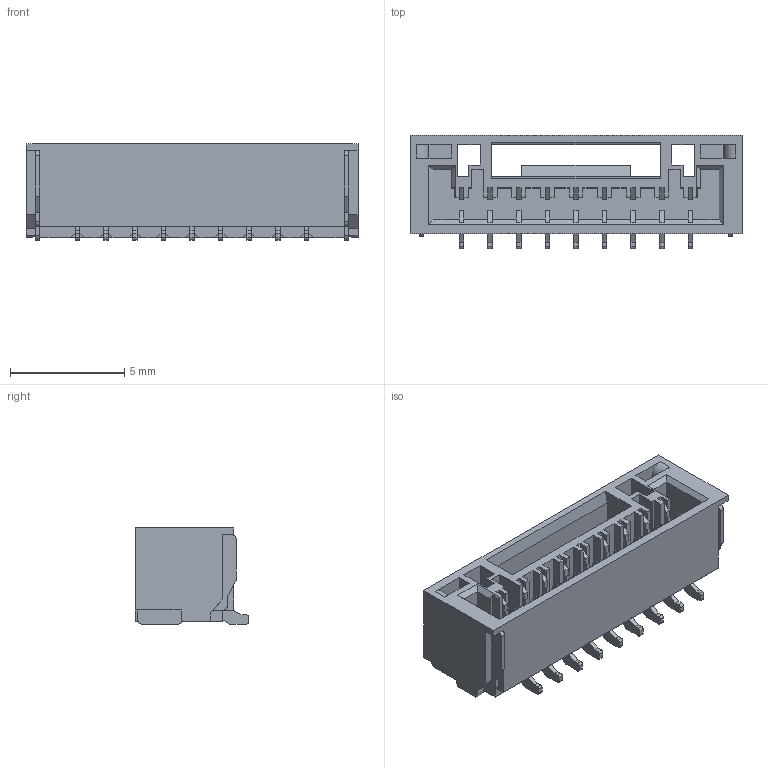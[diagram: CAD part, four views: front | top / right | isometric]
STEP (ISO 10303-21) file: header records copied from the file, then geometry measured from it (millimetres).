
FILE_DESCRIPTION (( 'STEP AP214' ), '1' );
FILE_NAME ('FWF12513-S09S24W5M-REF.STEP', '2025-03-27T09:53:42', ( '' ), ( '' ), 'SwSTEP 2.0', 'SolidWorks 2021', '' );
FILE_SCHEMA (( 'AUTOMOTIVE_DESIGN' ));
Length unit declared in the file: millimetre
Products named in the file (1): FWF12513-S09S24W5M-REF
Bounding box: 14.5 x 4.95 x 4.2 mm (x, y, z)
Volume: 133.2 mm3; surface area: 572.7 mm2
Topology: 1 solids, 1 shells, 456 faces, 1284 edges, 834 vertices
Faces by surface type: plane 428, cylinder 28
Entity records: 14428 total; most frequent: CARTESIAN_POINT 2575, ORIENTED_EDGE 2568, DIRECTION 2260, EDGE_CURVE 1284, LINE 1222, VECTOR 1222, VERTEX_POINT 834, AXIS2_PLACEMENT_3D 519
